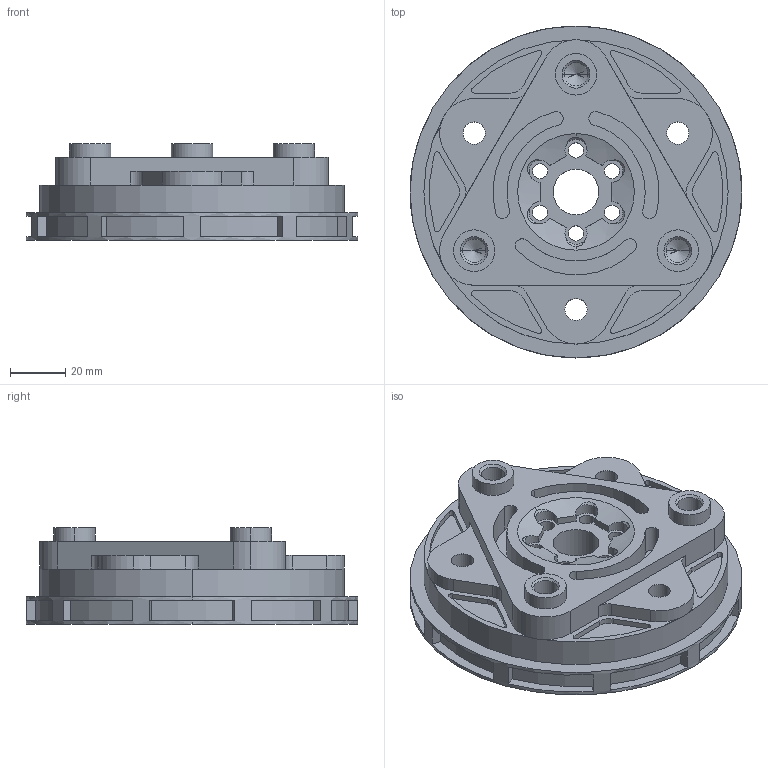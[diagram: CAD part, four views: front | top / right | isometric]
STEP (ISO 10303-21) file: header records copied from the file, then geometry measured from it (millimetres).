
FILE_DESCRIPTION (( 'STEP AP214' ), '1' );
FILE_NAME ('Part29.STEP', '2025-03-03T12:54:31', ( '' ), ( '' ), 'SwSTEP 2.0', 'SolidWorks 2024', '' );
FILE_SCHEMA (( 'AUTOMOTIVE_DESIGN' ));
Length unit declared in the file: millimetre
Products named in the file (1): Part29
Bounding box: 120 x 120 x 35 mm (x, y, z)
Volume: 236373.8 mm3; surface area: 47257 mm2
Topology: 1 solids, 1 shells, 240 faces, 622 edges, 403 vertices
Faces by surface type: cylinder 120, plane 92, cone 26, sphere 2
Entity records: 7721 total; most frequent: CARTESIAN_POINT 1580, DIRECTION 1366, ORIENTED_EDGE 1232, EDGE_CURVE 616, AXIS2_PLACEMENT_3D 535, VERTEX_POINT 403, LINE 296, VECTOR 296
